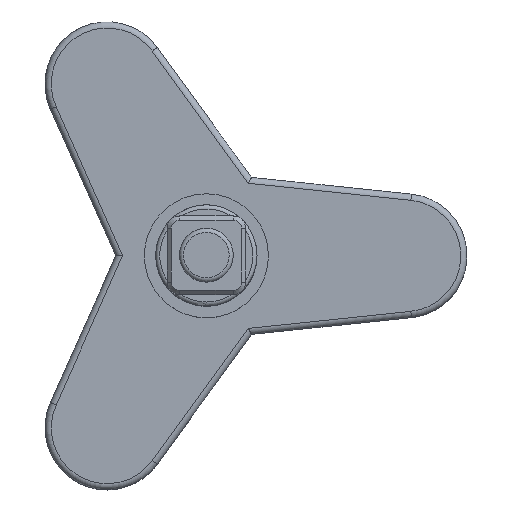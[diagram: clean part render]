
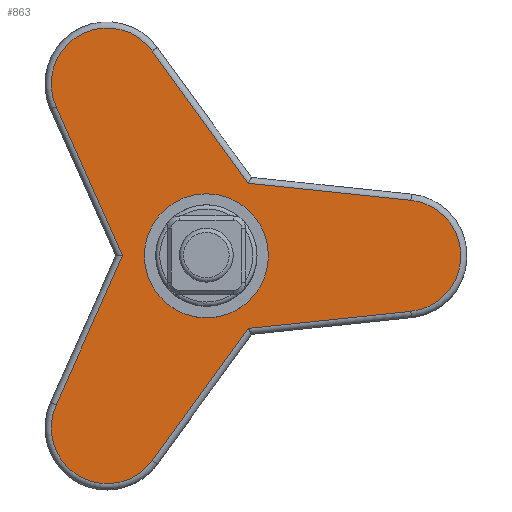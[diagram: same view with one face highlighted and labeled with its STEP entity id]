
A CAD part, top view. The second image highlights one B-rep face of the part: STEP entity #863.
In plain terms, the highlighted planar face has unit normal (0, 0, 1).
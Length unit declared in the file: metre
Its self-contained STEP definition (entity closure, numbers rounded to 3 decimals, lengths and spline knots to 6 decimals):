
#74=CIRCLE('',#954,0.0027);
#75=CIRCLE('',#955,0.0027);
#76=CIRCLE('',#956,0.0027);
#77=CIRCLE('',#957,0.003);
#156=ORIENTED_EDGE('',*,*,#383,.T.);
#157=ORIENTED_EDGE('',*,*,#384,.T.);
#158=ORIENTED_EDGE('',*,*,#385,.T.);
#159=ORIENTED_EDGE('',*,*,#386,.T.);
#160=ORIENTED_EDGE('',*,*,#387,.T.);
#161=ORIENTED_EDGE('',*,*,#388,.T.);
#162=ORIENTED_EDGE('',*,*,#389,.T.);
#163=ORIENTED_EDGE('',*,*,#390,.T.);
#164=ORIENTED_EDGE('',*,*,#391,.T.);
#165=ORIENTED_EDGE('',*,*,#392,.F.);
#383=EDGE_CURVE('',#492,#493,#566,.T.);
#384=EDGE_CURVE('',#493,#494,#567,.T.);
#385=EDGE_CURVE('',#494,#495,#74,.T.);
#386=EDGE_CURVE('',#495,#496,#568,.F.);
#387=EDGE_CURVE('',#496,#497,#569,.F.);
#388=EDGE_CURVE('',#497,#498,#75,.T.);
#389=EDGE_CURVE('',#498,#499,#570,.T.);
#390=EDGE_CURVE('',#499,#500,#571,.F.);
#391=EDGE_CURVE('',#500,#492,#76,.T.);
#392=EDGE_CURVE('',#501,#501,#77,.T.);
#492=VERTEX_POINT('',#1408);
#493=VERTEX_POINT('',#1409);
#494=VERTEX_POINT('',#1411);
#495=VERTEX_POINT('',#1413);
#496=VERTEX_POINT('',#1415);
#497=VERTEX_POINT('',#1417);
#498=VERTEX_POINT('',#1419);
#499=VERTEX_POINT('',#1421);
#500=VERTEX_POINT('',#1423);
#501=VERTEX_POINT('',#1426);
#566=LINE('',#1407,#621);
#567=LINE('',#1410,#622);
#568=LINE('',#1414,#623);
#569=LINE('',#1416,#624);
#570=LINE('',#1420,#625);
#571=LINE('',#1422,#626);
#621=VECTOR('',#1124,1.);
#622=VECTOR('',#1125,1.);
#623=VECTOR('',#1128,1.);
#624=VECTOR('',#1129,1.);
#625=VECTOR('',#1132,1.);
#626=VECTOR('',#1133,1.);
#669=EDGE_LOOP('',(#156,#157,#158,#159,#160,#161,#162,#163,#164));
#670=EDGE_LOOP('',(#165));
#753=FACE_BOUND('',#669,.T.);
#754=FACE_BOUND('',#670,.T.);
#829=PLANE('',#953);
#863=ADVANCED_FACE('',(#753,#754),#829,.T.);
#953=AXIS2_PLACEMENT_3D('',#1406,#1122,#1123);
#954=AXIS2_PLACEMENT_3D('',#1412,#1126,#1127);
#955=AXIS2_PLACEMENT_3D('',#1418,#1130,#1131);
#956=AXIS2_PLACEMENT_3D('',#1424,#1134,#1135);
#957=AXIS2_PLACEMENT_3D('',#1425,#1136,#1137);
#1122=DIRECTION('',(0.,0.,1.));
#1123=DIRECTION('',(1.,0.,0.));
#1124=DIRECTION('',(0.587,0.809,0.));
#1125=DIRECTION('',(0.995,0.104,0.));
#1126=DIRECTION('',(0.,0.,1.));
#1127=DIRECTION('',(0.,-1.,0.));
#1128=DIRECTION('',(0.995,-0.104,0.));
#1129=DIRECTION('',(0.587,-0.809,0.));
#1130=DIRECTION('',(0.,0.,1.));
#1131=DIRECTION('',(0.,-1.,0.));
#1132=DIRECTION('',(0.407,-0.913,0.));
#1133=DIRECTION('',(0.407,0.913,0.));
#1134=DIRECTION('',(0.,0.,1.));
#1135=DIRECTION('',(0.,-1.,0.));
#1136=DIRECTION('',(0.,0.,1.));
#1137=DIRECTION('',(0.,-1.,0.));
#1406=CARTESIAN_POINT('',(0.0024,0.,0.014));
#1407=CARTESIAN_POINT('',(0.001947,-0.003616,0.014));
#1408=CARTESIAN_POINT('',(-0.002615,-0.0099,0.014));
#1409=CARTESIAN_POINT('',(0.002025,-0.003508,0.014));
#1410=CARTESIAN_POINT('',(0.009881,-0.002685,0.014));
#1411=CARTESIAN_POINT('',(0.009881,-0.002685,0.014));
#1412=CARTESIAN_POINT('',(0.0096,0.,0.014));
#1413=CARTESIAN_POINT('',(0.009881,0.002685,0.014));
#1414=CARTESIAN_POINT('',(0.002759,0.003431,0.014));
#1415=CARTESIAN_POINT('',(0.002025,0.003508,0.014));
#1416=CARTESIAN_POINT('',(0.003823,0.001033,0.014));
#1417=CARTESIAN_POINT('',(-0.002615,0.0099,0.014));
#1418=CARTESIAN_POINT('',(-0.0048,0.008314,0.014));
#1419=CARTESIAN_POINT('',(-0.007266,0.007215,0.014));
#1420=CARTESIAN_POINT('',(-0.004105,0.000122,0.014));
#1421=CARTESIAN_POINT('',(-0.004051,0.,0.014));
#1422=CARTESIAN_POINT('',(-0.002982,0.002399,0.014));
#1423=CARTESIAN_POINT('',(-0.007266,-0.007215,0.014));
#1424=CARTESIAN_POINT('',(-0.0048,-0.008314,0.014));
#1425=CARTESIAN_POINT('',(0.,0.,0.014));
#1426=CARTESIAN_POINT('',(0.,-0.003,0.014));
